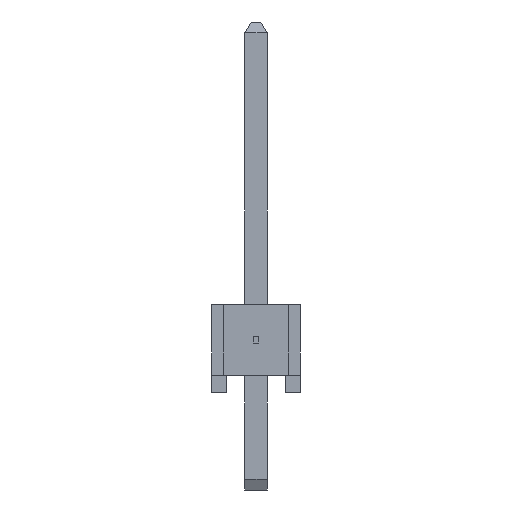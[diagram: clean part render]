
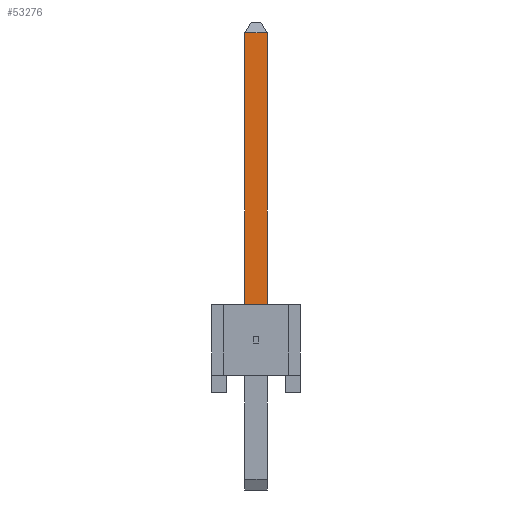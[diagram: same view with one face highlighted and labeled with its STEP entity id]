
A CAD part, left-side view. The second image highlights one B-rep face of the part: STEP entity #53276.
In plain terms, the highlighted planar face has unit normal (-1, 0, 0).
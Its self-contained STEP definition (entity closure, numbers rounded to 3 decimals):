
#53276 = ADVANCED_FACE('',(#53277),#53311,.F.);
#53277 = FACE_BOUND('',#53278,.T.);
#53278 = EDGE_LOOP('',(#53279,#53289,#53297,#53305));
#53279 = ORIENTED_EDGE('',*,*,#53280,.T.);
#53280 = EDGE_CURVE('',#53281,#53283,#53285,.T.);
#53281 = VERTEX_POINT('',#53282);
#53282 = CARTESIAN_POINT('',(-53.658,13.157,0.318));
#53283 = VERTEX_POINT('',#53284);
#53284 = CARTESIAN_POINT('',(-53.658,13.157,-0.318));
#53285 = LINE('',#53286,#53287);
#53286 = CARTESIAN_POINT('',(-53.658,13.157,2.54));
#53287 = VECTOR('',#53288,1.);
#53288 = DIRECTION('',(0.,0.,-1.));
#53289 = ORIENTED_EDGE('',*,*,#53290,.T.);
#53290 = EDGE_CURVE('',#53283,#53291,#53293,.T.);
#53291 = VERTEX_POINT('',#53292);
#53292 = CARTESIAN_POINT('',(-53.658,4.191,-0.318));
#53293 = LINE('',#53294,#53295);
#53294 = CARTESIAN_POINT('',(-53.658,13.462,-0.318));
#53295 = VECTOR('',#53296,1.);
#53296 = DIRECTION('',(0.,-1.,0.));
#53297 = ORIENTED_EDGE('',*,*,#53298,.F.);
#53298 = EDGE_CURVE('',#53299,#53291,#53301,.T.);
#53299 = VERTEX_POINT('',#53300);
#53300 = CARTESIAN_POINT('',(-53.658,4.191,0.318));
#53301 = LINE('',#53302,#53303);
#53302 = CARTESIAN_POINT('',(-53.658,4.191,0.318));
#53303 = VECTOR('',#53304,1.);
#53304 = DIRECTION('',(0.,0.,-1.));
#53305 = ORIENTED_EDGE('',*,*,#53306,.F.);
#53306 = EDGE_CURVE('',#53281,#53299,#53307,.T.);
#53307 = LINE('',#53308,#53309);
#53308 = CARTESIAN_POINT('',(-53.658,13.462,0.318));
#53309 = VECTOR('',#53310,1.);
#53310 = DIRECTION('',(0.,-1.,0.));
#53311 = PLANE('',#53312);
#53312 = AXIS2_PLACEMENT_3D('',#53313,#53314,#53315);
#53313 = CARTESIAN_POINT('',(-53.658,13.462,0.318));
#53314 = DIRECTION('',(1.,0.,0.));
#53315 = DIRECTION('',(0.,0.,-1.));
